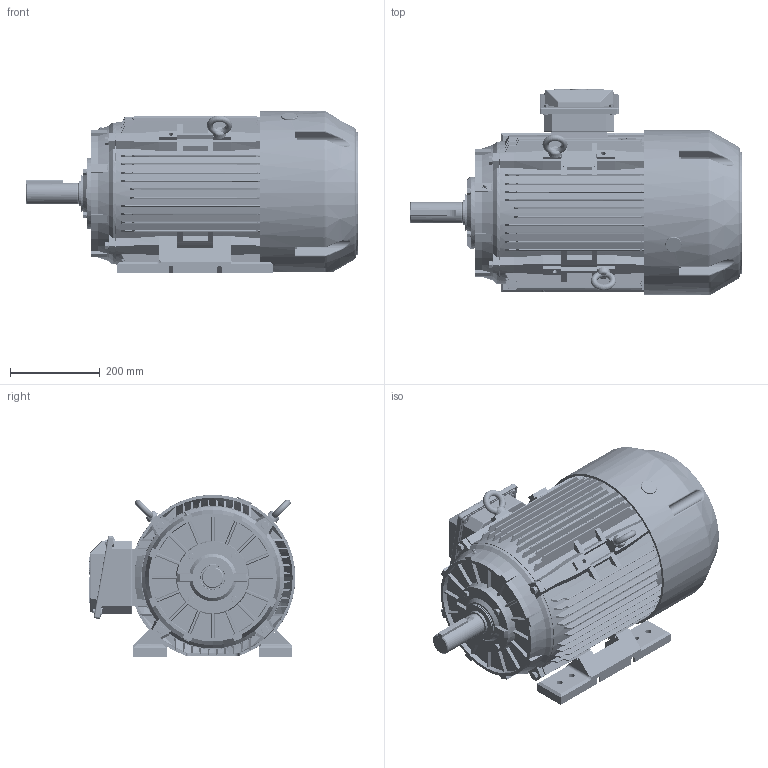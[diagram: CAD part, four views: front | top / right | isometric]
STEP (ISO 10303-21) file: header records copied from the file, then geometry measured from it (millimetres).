
FILE_DESCRIPTION (( 'STEP AP203' ), '1' );
FILE_NAME ('841-286T 俋倛芞F1.STEP', '2019-04-22T06:13:19', ( 'abc' ), ( '' ), 'SwSTEP 2.0', 'SolidWorks 2008', '' );
FILE_SCHEMA (( 'CONFIG_CONTROL_DESIGN' ));
Length unit declared in the file: millimetre
Products named in the file (32): 841-286T 俋倛芞F1; 286T 转子_默认; 286T转轴_默认; 10_默认; 油封55-75-8_默认; 扣塞_默认; 8_默认; 吊环M12_默认; NEMA 250-280接线盒盖垫_默认; M6-10_默认; 250-280T接线盒座垫_默认; 放油嘴_默认; TC 180L B5机座_默认; NEMA 286T 底脚_默认; TC 180 轴承外盖NDE_默认; TC 180 B3 后端盖_默认; 6311_默认; TC 180 B3 前端盖_默认; 841-280T轴承外盖NDE_默认; TC 180 轴承内盖_默认; M10-35_默认; M8-65_默认; 铜油嘴_默认; IE2 180-4P风叶_默认; 280T 平键_默认; 250-280T 装配体A_默认; 新NEMA280T接线盒座A_默认; 新NEMA250T接线盒盖A_默认; TX 180铸铁风罩3_默认; 180后端盖螺栓_默认; hexagon head bolts-full thread gb_GB_FASTENER_BOLT_STBAB A M8X20-N; 迷宫式油封55-75-16_默认
Assembly tree (57 placements, depth 3):
  841-286T 俋倛芞F1
    10_默认  x4
    TC 180 B3 后端盖_默认
    180后端盖螺栓_默认  x4
    放油嘴_默认
    8_默认  x4
    NEMA 286T 底脚_默认  x2
    M8-65_默认  x4
    吊环M12_默认  x2
    hexagon head bolts-full thread gb_GB_FASTENER_BOLT_STBAB A M8X20-N  x4
    IE2 180-4P风叶_默认
    扣塞_默认
    250-280T 装配体A_默认
      M6-10_默认  x4
      NEMA 250-280接线盒盖垫_默认
      新NEMA280T接线盒座A_默认
      新NEMA250T接线盒盖A_默认
    M10-35_默认  x4
    TC 180 轴承外盖NDE_默认
    250-280T接线盒座垫_默认
    TC 180L B5机座_默认
    TC 180 轴承内盖_默认  x2
    油封55-75-8_默认
    280T 平键_默认
    迷宫式油封55-75-16_默认
    841-280T轴承外盖NDE_默认
    TX 180铸铁风罩3_默认
    TC 180 B3 前端盖_默认
    铜油嘴_默认  x2
    286T 转子_默认
      6311_默认  x2
      286T转轴_默认
Bounding box: 741.15 x 461.51 x 362.33 mm (x, y, z)
Volume: 13399288 mm3; surface area: 3472118.8 mm2
Topology: 57 solids, 57 shells, 5169 faces, 13539 edges, 8433 vertices
Faces by surface type: plane 2007, cylinder 1575, torus 694, cone 422, bspline 349, sphere 122
Entity records: 165675 total; most frequent: CARTESIAN_POINT 55325, ORIENTED_EDGE 22774, DIRECTION 21750, EDGE_CURVE 11387, AXIS2_PLACEMENT_3D 8236, VERTEX_POINT 7103, VECTOR 5278, LINE 5278
